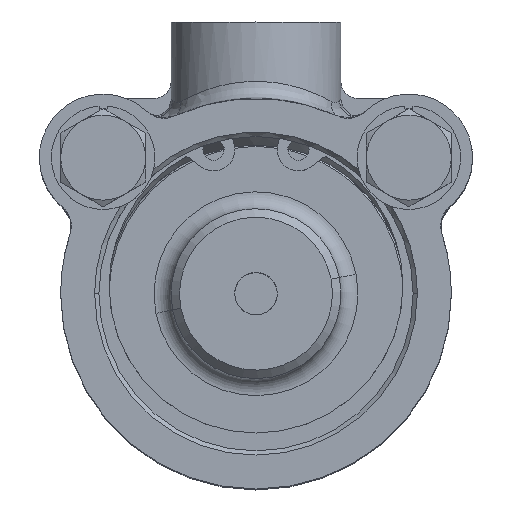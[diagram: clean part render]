
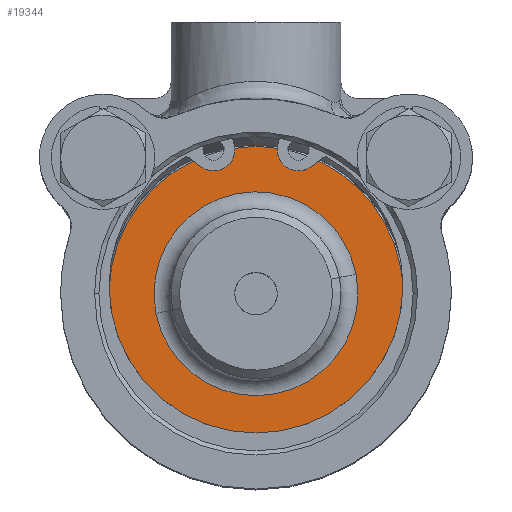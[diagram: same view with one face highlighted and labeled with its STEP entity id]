
A CAD part, top view. The second image highlights one B-rep face of the part: STEP entity #19344.
In plain terms, the highlighted planar face has unit normal (0, 0, 1).
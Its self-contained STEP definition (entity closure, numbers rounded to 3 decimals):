
#488 = CARTESIAN_POINT ( 'NONE',  ( -2.5, 16.961, 60.65 ) ) ;
#558 = EDGE_CURVE ( 'NONE', #4568, #15936, #7806, .T. ) ;
#897 = EDGE_CURVE ( 'NONE', #19788, #10126, #6614, .T. ) ;
#1407 = CARTESIAN_POINT ( 'NONE',  ( 16.979, 3.319, 60.65 ) ) ;
#1728 = AXIS2_PLACEMENT_3D ( 'NONE', #3955, #35408, #10108 ) ;
#1813 = VERTEX_POINT ( 'NONE', #488 ) ;
#1834 = ORIENTED_EDGE ( 'NONE', *, *, #12828, .F. ) ;
#2592 = ORIENTED_EDGE ( 'NONE', *, *, #28081, .T. ) ;
#2778 = EDGE_CURVE ( 'NONE', #19788, #10316, #35273, .T. ) ;
#3251 = EDGE_CURVE ( 'NONE', #7000, #30498, #15545, .T. ) ;
#3252 = VECTOR ( 'NONE', #5366, 1000. ) ;
#3560 = DIRECTION ( 'NONE',  ( 0.981, 0.192, 0. ) ) ;
#3955 = CARTESIAN_POINT ( 'NONE',  ( 0., 0., 60.65 ) ) ;
#4081 = CARTESIAN_POINT ( 'NONE',  ( 0., 0., 60.65 ) ) ;
#4568 = VERTEX_POINT ( 'NONE', #6867 ) ;
#4677 = DIRECTION ( 'NONE',  ( 0., 0., -1. ) ) ;
#4997 = LINE ( 'NONE', #11178, #34505 ) ;
#5066 = CARTESIAN_POINT ( 'NONE',  ( -7.406, 15.635, 60.65 ) ) ;
#5366 = DIRECTION ( 'NONE',  ( 0.803, -0.597, 0. ) ) ;
#5736 = EDGE_CURVE ( 'NONE', #31871, #1813, #31371, .T. ) ;
#6136 = CARTESIAN_POINT ( 'NONE',  ( 0., 0.9, 60.65 ) ) ;
#6158 = ORIENTED_EDGE ( 'NONE', *, *, #5736, .F. ) ;
#6232 = CARTESIAN_POINT ( 'NONE',  ( 0., 0., 60.65 ) ) ;
#6403 = DIRECTION ( 'NONE',  ( 0., 0., 1. ) ) ;
#6614 = CIRCLE ( 'NONE', #35325, 2.5 ) ;
#6764 = DIRECTION ( 'NONE',  ( 0.981, 0.192, 0. ) ) ;
#6867 = CARTESIAN_POINT ( 'NONE',  ( 17.294, 0.45, 60.65 ) ) ;
#7000 = VERTEX_POINT ( 'NONE', #13698 ) ;
#7037 = CARTESIAN_POINT ( 'NONE',  ( 5., 16.961, 60.65 ) ) ;
#7806 = CIRCLE ( 'NONE', #31131, 17.3 ) ;
#7869 = CARTESIAN_POINT ( 'NONE',  ( -11.777, -2.302, 60.65 ) ) ;
#8327 = CARTESIAN_POINT ( 'NONE',  ( 0., 0., 60.65 ) ) ;
#8370 = LINE ( 'NONE', #11007, #3252 ) ;
#8802 = DIRECTION ( 'NONE',  ( 0., 0., 1. ) ) ;
#8907 = VERTEX_POINT ( 'NONE', #1407 ) ;
#9122 = CARTESIAN_POINT ( 'NONE',  ( 6.491, 14.955, 60.65 ) ) ;
#9668 = DIRECTION ( 'NONE',  ( 0., 0., 1. ) ) ;
#9890 = CARTESIAN_POINT ( 'NONE',  ( 2.505, 17.118, 60.65 ) ) ;
#10108 = DIRECTION ( 'NONE',  ( 0.981, 0.192, 0. ) ) ;
#10126 = VERTEX_POINT ( 'NONE', #9122 ) ;
#10316 = VERTEX_POINT ( 'NONE', #31214 ) ;
#10954 = ORIENTED_EDGE ( 'NONE', *, *, #25094, .F. ) ;
#11007 = CARTESIAN_POINT ( 'NONE',  ( -6.491, 14.955, 60.65 ) ) ;
#11178 = CARTESIAN_POINT ( 'NONE',  ( 6.491, 14.955, 60.65 ) ) ;
#11624 = FACE_BOUND ( 'NONE', #24588, .T. ) ;
#11665 = CARTESIAN_POINT ( 'NONE',  ( -5., 16.961, 60.65 ) ) ;
#12063 = DIRECTION ( 'NONE',  ( 0., 0., 1. ) ) ;
#12107 = AXIS2_PLACEMENT_3D ( 'NONE', #4081, #35356, #32182 ) ;
#12524 = DIRECTION ( 'NONE',  ( 0., 0., 1. ) ) ;
#12828 = EDGE_CURVE ( 'NONE', #36930, #31871, #8370, .T. ) ;
#13262 = AXIS2_PLACEMENT_3D ( 'NONE', #29232, #35211, #3560 ) ;
#13698 = CARTESIAN_POINT ( 'NONE',  ( 11.777, 2.302, 60.65 ) ) ;
#13831 = DIRECTION ( 'NONE',  ( 0.803, 0.597, 0. ) ) ;
#14072 = EDGE_CURVE ( 'NONE', #36930, #15936, #19701, .T. ) ;
#14133 = DIRECTION ( 'NONE',  ( -1., 0., 0. ) ) ;
#14299 = ORIENTED_EDGE ( 'NONE', *, *, #3251, .T. ) ;
#14330 = CIRCLE ( 'NONE', #28681, 17.3 ) ;
#15082 = EDGE_CURVE ( 'NONE', #4568, #8907, #14330, .T. ) ;
#15267 = AXIS2_PLACEMENT_3D ( 'NONE', #20781, #12524, #18174 ) ;
#15545 = CIRCLE ( 'NONE', #36449, 12. ) ;
#15936 = VERTEX_POINT ( 'NONE', #24548 ) ;
#16324 = AXIS2_PLACEMENT_3D ( 'NONE', #34468, #8802, #20276 ) ;
#16332 = ORIENTED_EDGE ( 'NONE', *, *, #18333, .F. ) ;
#16800 = DIRECTION ( 'NONE',  ( 0., 0., 1. ) ) ;
#17226 = CARTESIAN_POINT ( 'NONE',  ( -6.491, 14.955, 60.65 ) ) ;
#17713 = ORIENTED_EDGE ( 'NONE', *, *, #15082, .T. ) ;
#17721 = ORIENTED_EDGE ( 'NONE', *, *, #558, .F. ) ;
#18094 = DIRECTION ( 'NONE',  ( 0.981, 0.192, 0. ) ) ;
#18174 = DIRECTION ( 'NONE',  ( -1., 0., 0. ) ) ;
#18333 = EDGE_CURVE ( 'NONE', #1813, #10316, #21076, .T. ) ;
#18600 = CARTESIAN_POINT ( 'NONE',  ( 0., 0., 60.65 ) ) ;
#19344 = ADVANCED_FACE ( 'NONE', ( #32039, #11624 ), #28676, .T. ) ;
#19701 = CIRCLE ( 'NONE', #1728, 17.3 ) ;
#19740 = EDGE_CURVE ( 'NONE', #30498, #7000, #28280, .T. ) ;
#19788 = VERTEX_POINT ( 'NONE', #9890 ) ;
#20276 = DIRECTION ( 'NONE',  ( 0.981, 0.192, 0. ) ) ;
#20500 = VERTEX_POINT ( 'NONE', #36524 ) ;
#20781 = CARTESIAN_POINT ( 'NONE',  ( -5., 16.961, 60.65 ) ) ;
#21076 = CIRCLE ( 'NONE', #25826, 2.5 ) ;
#21535 = AXIS2_PLACEMENT_3D ( 'NONE', #6232, #12063, #18094 ) ;
#23762 = DIRECTION ( 'NONE',  ( 1., 0., 0. ) ) ;
#24548 = CARTESIAN_POINT ( 'NONE',  ( -17.294, 0.45, 60.65 ) ) ;
#24588 = EDGE_LOOP ( 'NONE', ( #14299, #29644 ) ) ;
#25094 = EDGE_CURVE ( 'NONE', #10126, #20500, #4997, .T. ) ;
#25667 = ORIENTED_EDGE ( 'NONE', *, *, #14072, .T. ) ;
#25826 = AXIS2_PLACEMENT_3D ( 'NONE', #11665, #6403, #14133 ) ;
#26210 = DIRECTION ( 'NONE',  ( 0., 0., -1. ) ) ;
#28081 = EDGE_CURVE ( 'NONE', #8907, #20500, #29401, .T. ) ;
#28206 = DIRECTION ( 'NONE',  ( 0.981, 0.192, 0. ) ) ;
#28280 = CIRCLE ( 'NONE', #12107, 12. ) ;
#28676 = PLANE ( 'NONE',  #16324 ) ;
#28681 = AXIS2_PLACEMENT_3D ( 'NONE', #8327, #16800, #28206 ) ;
#29196 = DIRECTION ( 'NONE',  ( 0., 1., 0. ) ) ;
#29232 = CARTESIAN_POINT ( 'NONE',  ( 0., 0., 60.65 ) ) ;
#29401 = CIRCLE ( 'NONE', #13262, 17.3 ) ;
#29644 = ORIENTED_EDGE ( 'NONE', *, *, #19740, .T. ) ;
#30498 = VERTEX_POINT ( 'NONE', #7869 ) ;
#31131 = AXIS2_PLACEMENT_3D ( 'NONE', #6136, #26210, #29196 ) ;
#31214 = CARTESIAN_POINT ( 'NONE',  ( -2.505, 17.118, 60.65 ) ) ;
#31371 = CIRCLE ( 'NONE', #15267, 2.5 ) ;
#31871 = VERTEX_POINT ( 'NONE', #17226 ) ;
#32039 = FACE_OUTER_BOUND ( 'NONE', #32101, .T. ) ;
#32101 = EDGE_LOOP ( 'NONE', ( #6158, #1834, #25667, #17721, #17713, #2592, #10954, #36247, #34645, #16332 ) ) ;
#32182 = DIRECTION ( 'NONE',  ( 0.981, 0.192, 0. ) ) ;
#34468 = CARTESIAN_POINT ( 'NONE',  ( -9.814, -1.918, 60.65 ) ) ;
#34505 = VECTOR ( 'NONE', #13831, 1000. ) ;
#34645 = ORIENTED_EDGE ( 'NONE', *, *, #2778, .T. ) ;
#35211 = DIRECTION ( 'NONE',  ( 0., 0., 1. ) ) ;
#35273 = CIRCLE ( 'NONE', #21535, 17.3 ) ;
#35325 = AXIS2_PLACEMENT_3D ( 'NONE', #7037, #9668, #23762 ) ;
#35356 = DIRECTION ( 'NONE',  ( 0., 0., -1. ) ) ;
#35408 = DIRECTION ( 'NONE',  ( 0., 0., 1. ) ) ;
#36247 = ORIENTED_EDGE ( 'NONE', *, *, #897, .F. ) ;
#36449 = AXIS2_PLACEMENT_3D ( 'NONE', #18600, #4677, #6764 ) ;
#36524 = CARTESIAN_POINT ( 'NONE',  ( 7.406, 15.635, 60.65 ) ) ;
#36930 = VERTEX_POINT ( 'NONE', #5066 ) ;
